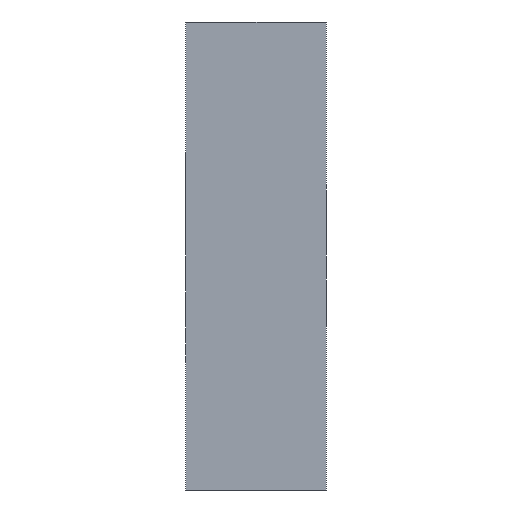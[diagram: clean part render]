
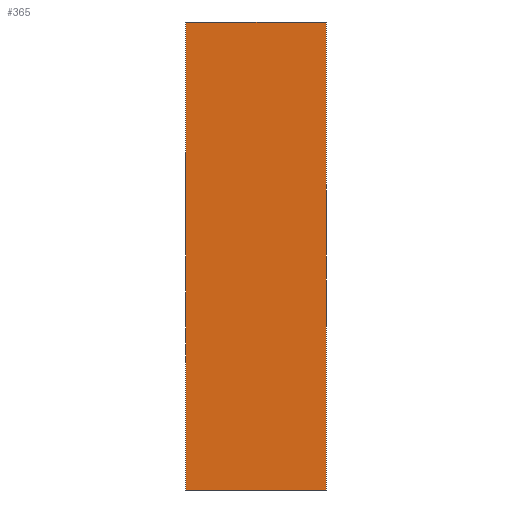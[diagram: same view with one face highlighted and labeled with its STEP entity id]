
A CAD part, left-side view. The second image highlights one B-rep face of the part: STEP entity #365.
In plain terms, the highlighted planar face has unit normal (-1, 0, 0).
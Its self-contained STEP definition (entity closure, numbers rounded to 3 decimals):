
#26 = LINE ( 'NONE', #421, #112 ) ;
#30 = AXIS2_PLACEMENT_3D ( 'NONE', #370, #166, #58 ) ;
#42 = VERTEX_POINT ( 'NONE', #392 ) ;
#45 = ORIENTED_EDGE ( 'NONE', *, *, #303, .T. ) ;
#57 = VECTOR ( 'NONE', #231, 1000. ) ;
#58 = DIRECTION ( 'NONE',  ( 0., 0., -1. ) ) ;
#61 = LINE ( 'NONE', #427, #263 ) ;
#91 = CARTESIAN_POINT ( 'NONE',  ( -72., 0., 10. ) ) ;
#93 = FACE_OUTER_BOUND ( 'NONE', #244, .T. ) ;
#108 = DIRECTION ( 'NONE',  ( 0., 0., 1. ) ) ;
#112 = VECTOR ( 'NONE', #108, 1000. ) ;
#135 = EDGE_CURVE ( 'NONE', #246, #42, #61, .T. ) ;
#166 = DIRECTION ( 'NONE',  ( 1., 0., 0. ) ) ;
#186 = ORIENTED_EDGE ( 'NONE', *, *, #135, .T. ) ;
#202 = CARTESIAN_POINT ( 'NONE',  ( -72., 6., 10. ) ) ;
#214 = ORIENTED_EDGE ( 'NONE', *, *, #375, .F. ) ;
#231 = DIRECTION ( 'NONE',  ( 0., 0., 1. ) ) ;
#235 = CARTESIAN_POINT ( 'NONE',  ( -72., 6., -10. ) ) ;
#244 = EDGE_LOOP ( 'NONE', ( #45, #346, #214, #186 ) ) ;
#246 = VERTEX_POINT ( 'NONE', #235 ) ;
#257 = DIRECTION ( 'NONE',  ( 0., -1., 0. ) ) ;
#263 = VECTOR ( 'NONE', #257, 1000. ) ;
#278 = VECTOR ( 'NONE', #339, 1000. ) ;
#303 = EDGE_CURVE ( 'NONE', #42, #310, #401, .T. ) ;
#310 = VERTEX_POINT ( 'NONE', #91 ) ;
#329 = PLANE ( 'NONE',  #30 ) ;
#337 = CARTESIAN_POINT ( 'NONE',  ( -72., 0., 10. ) ) ;
#339 = DIRECTION ( 'NONE',  ( 0., -1., 0. ) ) ;
#346 = ORIENTED_EDGE ( 'NONE', *, *, #368, .F. ) ;
#363 = VERTEX_POINT ( 'NONE', #406 ) ;
#365 = ADVANCED_FACE ( 'NONE', ( #93 ), #329, .F. ) ;
#368 = EDGE_CURVE ( 'NONE', #363, #310, #441, .T. ) ;
#370 = CARTESIAN_POINT ( 'NONE',  ( -72., 6., 10. ) ) ;
#375 = EDGE_CURVE ( 'NONE', #246, #363, #26, .T. ) ;
#392 = CARTESIAN_POINT ( 'NONE',  ( -72., 0., -10. ) ) ;
#401 = LINE ( 'NONE', #337, #57 ) ;
#406 = CARTESIAN_POINT ( 'NONE',  ( -72., 6., 10. ) ) ;
#421 = CARTESIAN_POINT ( 'NONE',  ( -72., 6., 10. ) ) ;
#427 = CARTESIAN_POINT ( 'NONE',  ( -72., 6., -10. ) ) ;
#441 = LINE ( 'NONE', #202, #278 ) ;
